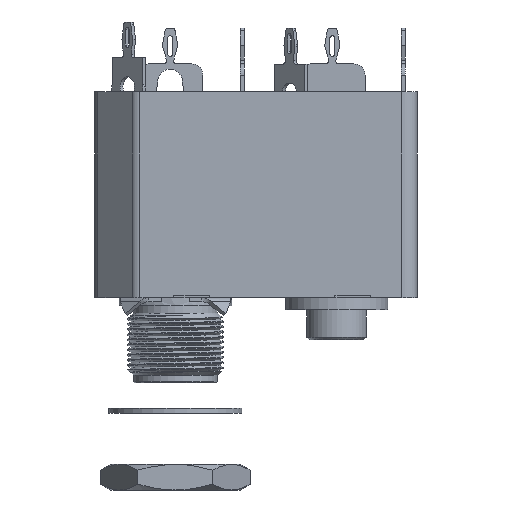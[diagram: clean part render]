
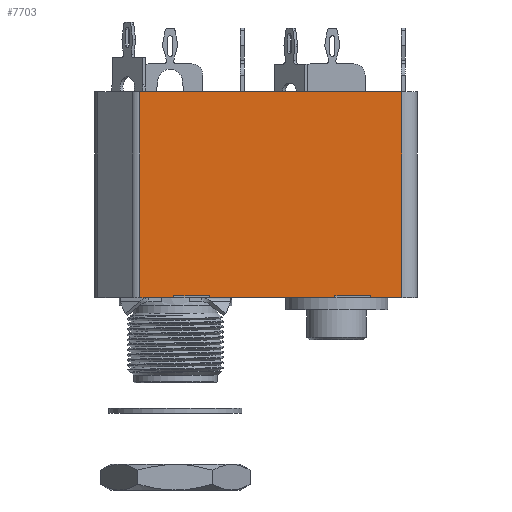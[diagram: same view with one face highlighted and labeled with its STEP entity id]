
A CAD part, front view. The second image highlights one B-rep face of the part: STEP entity #7703.
In plain terms, the highlighted planar face has unit normal (0, -1, 0).
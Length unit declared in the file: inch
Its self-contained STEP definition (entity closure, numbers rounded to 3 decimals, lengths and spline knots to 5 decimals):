
#350=PLANE('',#8169);
#621=FACE_OUTER_BOUND('',#1044,.T.);
#1044=EDGE_LOOP('',(#5250,#5251,#5252,#5253,#5254,#5255,#5256,#5257,#5258,
#5259,#5260,#5261));
#1464=LINE('',#11221,#2230);
#1466=LINE('',#11227,#2232);
#1480=LINE('',#11264,#2246);
#1550=LINE('',#11408,#2316);
#1553=LINE('',#11415,#2319);
#1556=LINE('',#11422,#2322);
#1558=LINE('',#11426,#2324);
#1559=LINE('',#11428,#2325);
#1560=LINE('',#11429,#2326);
#1561=LINE('',#11431,#2327);
#1562=LINE('',#11432,#2328);
#1563=LINE('',#11433,#2329);
#2230=VECTOR('',#8764,0.3937);
#2232=VECTOR('',#8768,0.3937);
#2246=VECTOR('',#8794,0.3937);
#2316=VECTOR('',#8894,0.3937);
#2319=VECTOR('',#8901,0.3937);
#2322=VECTOR('',#8908,0.3937);
#2324=VECTOR('',#8912,0.3937);
#2325=VECTOR('',#8913,0.3937);
#2326=VECTOR('',#8914,0.3937);
#2327=VECTOR('',#8915,0.3937);
#2328=VECTOR('',#8916,0.3937);
#2329=VECTOR('',#8917,0.3937);
#3195=VERTEX_POINT('',#11215);
#3197=VERTEX_POINT('',#11219);
#3198=VERTEX_POINT('',#11223);
#3200=VERTEX_POINT('',#11226);
#3216=VERTEX_POINT('',#11261);
#3217=VERTEX_POINT('',#11263);
#3276=VERTEX_POINT('',#11407);
#3278=VERTEX_POINT('',#11413);
#3280=VERTEX_POINT('',#11421);
#3281=VERTEX_POINT('',#11425);
#3282=VERTEX_POINT('',#11427);
#3283=VERTEX_POINT('',#11430);
#3952=EDGE_CURVE('',#3197,#3195,#1464,.T.);
#3954=EDGE_CURVE('',#3198,#3200,#1466,.T.);
#3971=EDGE_CURVE('',#3216,#3217,#1480,.T.);
#4044=EDGE_CURVE('',#3276,#3217,#1550,.T.);
#4048=EDGE_CURVE('',#3198,#3278,#1553,.T.);
#4051=EDGE_CURVE('',#3280,#3200,#1556,.T.);
#4053=EDGE_CURVE('',#3281,#3216,#1558,.T.);
#4054=EDGE_CURVE('',#3282,#3281,#1559,.T.);
#4055=EDGE_CURVE('',#3282,#3195,#1560,.T.);
#4056=EDGE_CURVE('',#3197,#3283,#1561,.T.);
#4057=EDGE_CURVE('',#3280,#3283,#1562,.T.);
#4058=EDGE_CURVE('',#3276,#3278,#1563,.T.);
#5250=ORIENTED_EDGE('',*,*,#4044,.T.);
#5251=ORIENTED_EDGE('',*,*,#3971,.F.);
#5252=ORIENTED_EDGE('',*,*,#4053,.F.);
#5253=ORIENTED_EDGE('',*,*,#4054,.F.);
#5254=ORIENTED_EDGE('',*,*,#4055,.T.);
#5255=ORIENTED_EDGE('',*,*,#3952,.F.);
#5256=ORIENTED_EDGE('',*,*,#4056,.T.);
#5257=ORIENTED_EDGE('',*,*,#4057,.F.);
#5258=ORIENTED_EDGE('',*,*,#4051,.T.);
#5259=ORIENTED_EDGE('',*,*,#3954,.F.);
#5260=ORIENTED_EDGE('',*,*,#4048,.T.);
#5261=ORIENTED_EDGE('',*,*,#4058,.F.);
#7703=ADVANCED_FACE('',(#621),#350,.T.);
#8169=AXIS2_PLACEMENT_3D('',#11424,#8910,#8911);
#8764=DIRECTION('',(-1.,0.,0.));
#8768=DIRECTION('',(-1.,0.,0.));
#8794=DIRECTION('',(1.,0.,0.));
#8894=DIRECTION('',(0.,0.,1.));
#8901=DIRECTION('',(0.,0.,-1.));
#8908=DIRECTION('',(0.,0.,1.));
#8910=DIRECTION('center_axis',(0.,-1.,0.));
#8911=DIRECTION('ref_axis',(0.,0.,-1.));
#8912=DIRECTION('',(0.,0.,1.));
#8913=DIRECTION('',(-1.,0.,0.));
#8914=DIRECTION('',(0.,0.,1.));
#8915=DIRECTION('',(0.,0.,-1.));
#8916=DIRECTION('',(-1.,0.,0.));
#8917=DIRECTION('',(-1.,0.,0.));
#11215=CARTESIAN_POINT('',(-0.31654,-0.19872,0.00787));
#11219=CARTESIAN_POINT('',(-0.17874,-0.19872,0.00787));
#11221=CARTESIAN_POINT('',(0.56142,-0.19872,0.00787));
#11223=CARTESIAN_POINT('',(0.44173,-0.19872,0.00787));
#11226=CARTESIAN_POINT('',(0.30394,-0.19872,0.00787));
#11227=CARTESIAN_POINT('',(0.56142,-0.19872,0.00787));
#11261=CARTESIAN_POINT('',(-0.44668,-0.19872,0.79287));
#11263=CARTESIAN_POINT('',(0.56142,-0.19872,0.79287));
#11264=CARTESIAN_POINT('',(0.56142,-0.19872,0.79287));
#11407=CARTESIAN_POINT('',(0.56142,-0.19872,0.));
#11408=CARTESIAN_POINT('',(0.56142,-0.19872,0.00787));
#11413=CARTESIAN_POINT('',(0.44173,-0.19872,0.));
#11415=CARTESIAN_POINT('',(0.44173,-0.19872,0.));
#11421=CARTESIAN_POINT('',(0.30394,-0.19872,0.));
#11422=CARTESIAN_POINT('',(0.30394,-0.19872,0.));
#11424=CARTESIAN_POINT('Origin',(0.62047,-0.19872,0.));
#11425=CARTESIAN_POINT('',(-0.44668,-0.19872,0.));
#11426=CARTESIAN_POINT('',(-0.44668,-0.19872,0.00787));
#11427=CARTESIAN_POINT('',(-0.31654,-0.19872,0.));
#11428=CARTESIAN_POINT('',(0.62047,-0.19872,0.));
#11429=CARTESIAN_POINT('',(-0.31654,-0.19872,0.));
#11430=CARTESIAN_POINT('',(-0.17874,-0.19872,0.));
#11431=CARTESIAN_POINT('',(-0.17874,-0.19872,0.));
#11432=CARTESIAN_POINT('',(0.62047,-0.19872,0.));
#11433=CARTESIAN_POINT('',(0.62047,-0.19872,0.));
